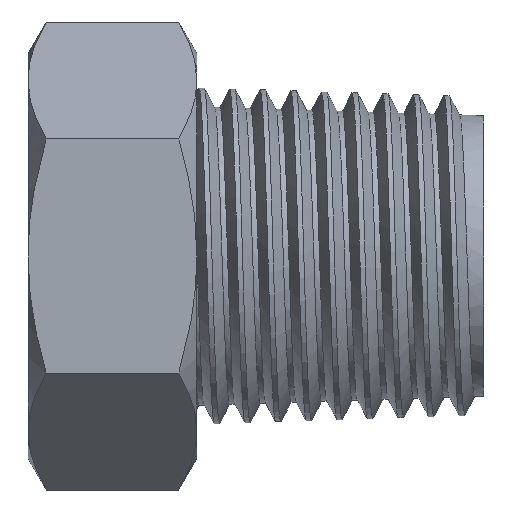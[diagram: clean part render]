
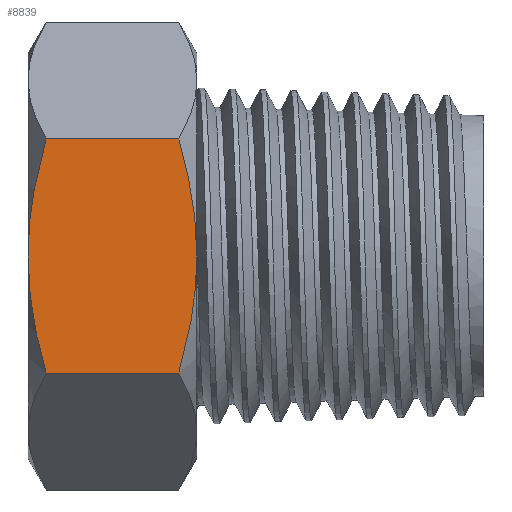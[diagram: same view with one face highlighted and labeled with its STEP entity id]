
A CAD part, left-side view. The second image highlights one B-rep face of the part: STEP entity #8839.
In plain terms, the highlighted planar face has unit normal (-1, 0, 0).
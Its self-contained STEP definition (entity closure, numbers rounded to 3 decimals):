
#23 = CARTESIAN_POINT ( 'NONE',  ( -6., 0.052, 1.179 ) ) ;
#86 = CARTESIAN_POINT ( 'NONE',  ( -6., 0.24, 2.337 ) ) ;
#395 = DIRECTION ( 'NONE',  ( 0., 1., 0. ) ) ;
#505 = CARTESIAN_POINT ( 'NONE',  ( -6., 4.763, -2.324 ) ) ;
#612 = CARTESIAN_POINT ( 'NONE',  ( -6., 5., 0. ) ) ;
#666 = CARTESIAN_POINT ( 'NONE',  ( -6., 0., -3.464 ) ) ;
#807 = CARTESIAN_POINT ( 'NONE',  ( -6., 0., 0. ) ) ;
#1090 = CARTESIAN_POINT ( 'NONE',  ( -6., 0.237, -2.324 ) ) ;
#1920 = FACE_OUTER_BOUND ( 'NONE', #6993, .T. ) ;
#1929 = CARTESIAN_POINT ( 'NONE',  ( -6., 0.536, -3.464 ) ) ;
#2018 = CARTESIAN_POINT ( 'NONE',  ( -6., 0.373, -2.901 ) ) ;
#2241 = CARTESIAN_POINT ( 'NONE',  ( -6., 4.948, 1.179 ) ) ;
#2352 = VERTEX_POINT ( 'NONE', #1929 ) ;
#2355 = VERTEX_POINT ( 'NONE', #807 ) ;
#2750 = EDGE_CURVE ( 'NONE', #2352, #11830, #5225, .T. ) ;
#2874 = B_SPLINE_CURVE_WITH_KNOTS ( 'NONE', 3,
 ( #11590, #3042, #7977, #2241, #11782, #9918 ),
 .UNSPECIFIED., .F., .F.,
 ( 4, 2, 4 ),
 ( 0.003, 0.004, 0.006 ),
 .UNSPECIFIED. ) ;
#2889 = CARTESIAN_POINT ( 'NONE',  ( -6., 0., 0. ) ) ;
#3042 = CARTESIAN_POINT ( 'NONE',  ( -6., 4.626, 2.904 ) ) ;
#3072 = EDGE_CURVE ( 'NONE', #2352, #2355, #5685, .T. ) ;
#3198 = EDGE_CURVE ( 'NONE', #5626, #8046, #5209, .T. ) ;
#3307 = CARTESIAN_POINT ( 'NONE',  ( -6., 4.95, -1.167 ) ) ;
#3431 = CARTESIAN_POINT ( 'NONE',  ( -6., 4.627, -2.901 ) ) ;
#3639 = EDGE_CURVE ( 'NONE', #8046, #6824, #2874, .T. ) ;
#4452 = B_SPLINE_CURVE_WITH_KNOTS ( 'NONE', 3,
 ( #9772, #6894, #23, #86, #9710, #4965 ),
 .UNSPECIFIED., .F., .F.,
 ( 4, 2, 4 ),
 ( 0.01, 0.011, 0.013 ),
 .UNSPECIFIED. ) ;
#4825 = CARTESIAN_POINT ( 'NONE',  ( -6., 0.536, -3.464 ) ) ;
#4880 = AXIS2_PLACEMENT_3D ( 'NONE', #7715, #5910, #11515 ) ;
#4907 = VECTOR ( 'NONE', #11962, 1000. ) ;
#4965 = CARTESIAN_POINT ( 'NONE',  ( -6., 0.536, 3.464 ) ) ;
#5209 = LINE ( 'NONE', #10297, #11420 ) ;
#5225 = LINE ( 'NONE', #666, #4907 ) ;
#5251 = CARTESIAN_POINT ( 'NONE',  ( -6., 5., 0. ) ) ;
#5626 = VERTEX_POINT ( 'NONE', #11231 ) ;
#5685 = B_SPLINE_CURVE_WITH_KNOTS ( 'NONE', 3,
 ( #4825, #2018, #1090, #10631, #11622, #2889 ),
 .UNSPECIFIED., .F., .F.,
 ( 4, 2, 4 ),
 ( 0.006, 0.008, 0.01 ),
 .UNSPECIFIED. ) ;
#5781 = PLANE ( 'NONE',  #4880 ) ;
#5904 = ORIENTED_EDGE ( 'NONE', *, *, #3072, .T. ) ;
#5910 = DIRECTION ( 'NONE',  ( -1., 0., 0. ) ) ;
#6486 = ORIENTED_EDGE ( 'NONE', *, *, #10367, .T. ) ;
#6824 = VERTEX_POINT ( 'NONE', #612 ) ;
#6894 = CARTESIAN_POINT ( 'NONE',  ( -6., 0., 0.586 ) ) ;
#6993 = EDGE_LOOP ( 'NONE', ( #5904, #6486, #12080, #12022, #7978, #10979 ) ) ;
#7180 = CARTESIAN_POINT ( 'NONE',  ( -6., 4.464, 3.464 ) ) ;
#7274 = B_SPLINE_CURVE_WITH_KNOTS ( 'NONE', 3,
 ( #5251, #10119, #3307, #505, #3431, #9057 ),
 .UNSPECIFIED., .F., .F.,
 ( 4, 2, 4 ),
 ( 0.006, 0.008, 0.01 ),
 .UNSPECIFIED. ) ;
#7715 = CARTESIAN_POINT ( 'NONE',  ( -6., 0., -3.464 ) ) ;
#7977 = CARTESIAN_POINT ( 'NONE',  ( -6., 4.76, 2.337 ) ) ;
#7978 = ORIENTED_EDGE ( 'NONE', *, *, #8155, .T. ) ;
#8046 = VERTEX_POINT ( 'NONE', #7180 ) ;
#8155 = EDGE_CURVE ( 'NONE', #6824, #11830, #7274, .T. ) ;
#8839 = ADVANCED_FACE ( 'NONE', ( #1920 ), #5781, .T. ) ;
#9057 = CARTESIAN_POINT ( 'NONE',  ( -6., 4.464, -3.464 ) ) ;
#9710 = CARTESIAN_POINT ( 'NONE',  ( -6., 0.374, 2.904 ) ) ;
#9772 = CARTESIAN_POINT ( 'NONE',  ( -6., 0., 0. ) ) ;
#9918 = CARTESIAN_POINT ( 'NONE',  ( -6., 5., 0. ) ) ;
#10119 = CARTESIAN_POINT ( 'NONE',  ( -6., 5., -0.585 ) ) ;
#10297 = CARTESIAN_POINT ( 'NONE',  ( -6., 0., 3.464 ) ) ;
#10367 = EDGE_CURVE ( 'NONE', #2355, #5626, #4452, .T. ) ;
#10631 = CARTESIAN_POINT ( 'NONE',  ( -6., 0.05, -1.167 ) ) ;
#10979 = ORIENTED_EDGE ( 'NONE', *, *, #2750, .F. ) ;
#11231 = CARTESIAN_POINT ( 'NONE',  ( -6., 0.536, 3.464 ) ) ;
#11420 = VECTOR ( 'NONE', #395, 1000. ) ;
#11515 = DIRECTION ( 'NONE',  ( 0., 0., 1. ) ) ;
#11590 = CARTESIAN_POINT ( 'NONE',  ( -6., 4.464, 3.464 ) ) ;
#11622 = CARTESIAN_POINT ( 'NONE',  ( -6., 0., -0.585 ) ) ;
#11685 = CARTESIAN_POINT ( 'NONE',  ( -6., 4.464, -3.464 ) ) ;
#11782 = CARTESIAN_POINT ( 'NONE',  ( -6., 5., 0.586 ) ) ;
#11830 = VERTEX_POINT ( 'NONE', #11685 ) ;
#11962 = DIRECTION ( 'NONE',  ( 0., 1., 0. ) ) ;
#12022 = ORIENTED_EDGE ( 'NONE', *, *, #3639, .T. ) ;
#12080 = ORIENTED_EDGE ( 'NONE', *, *, #3198, .T. ) ;
